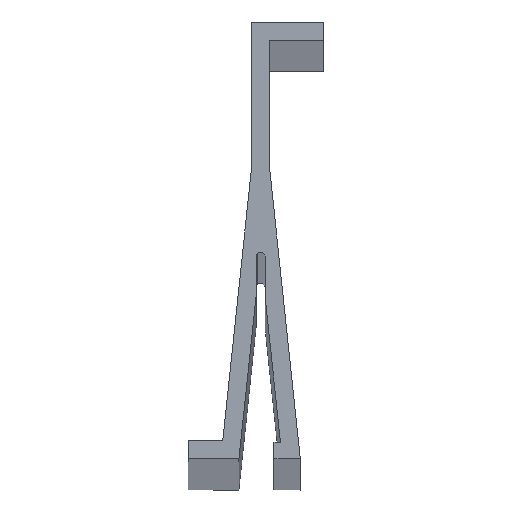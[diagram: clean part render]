
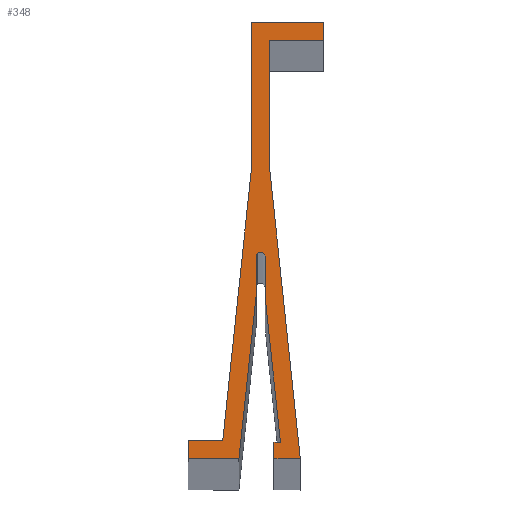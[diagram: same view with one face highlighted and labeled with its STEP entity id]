
A CAD part, top view. The second image highlights one B-rep face of the part: STEP entity #348.
In plain terms, the highlighted planar face has unit normal (0, 0, 1).
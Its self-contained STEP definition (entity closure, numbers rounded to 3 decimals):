
#1 = ORIENTED_EDGE ( 'NONE', *, *, #267, .T. ) ;
#11 = VECTOR ( 'NONE', #92, 1000. ) ;
#14 = VECTOR ( 'NONE', #161, 1000. ) ;
#17 = DIRECTION ( 'NONE',  ( -1., 0., 0. ) ) ;
#28 = VECTOR ( 'NONE', #163, 1000. ) ;
#31 = LINE ( 'NONE', #433, #36 ) ;
#33 = CARTESIAN_POINT ( 'NONE',  ( -1., 48.5, 2000. ) ) ;
#34 = DIRECTION ( 'NONE',  ( 1., 0., 0. ) ) ;
#36 = VECTOR ( 'NONE', #523, 1000. ) ;
#38 = LINE ( 'NONE', #234, #11 ) ;
#59 = CARTESIAN_POINT ( 'NONE',  ( 1.488, 1.8, 2000. ) ) ;
#78 = DIRECTION ( 'NONE',  ( 1., 0., 0. ) ) ;
#79 = VECTOR ( 'NONE', #34, 1000. ) ;
#85 = CARTESIAN_POINT ( 'NONE',  ( 7., 46.5, 2000. ) ) ;
#87 = CARTESIAN_POINT ( 'NONE',  ( 7., 46.5, 2000. ) ) ;
#89 = LINE ( 'NONE', #87, #567 ) ;
#92 = DIRECTION ( 'NONE',  ( 0., 1., 0. ) ) ;
#93 = DIRECTION ( 'NONE',  ( -1., 0., 0. ) ) ;
#101 = VERTEX_POINT ( 'NONE', #143 ) ;
#107 = ORIENTED_EDGE ( 'NONE', *, *, #382, .T. ) ;
#109 = CARTESIAN_POINT ( 'NONE',  ( -0.5, 22.5, 2000. ) ) ;
#114 = ORIENTED_EDGE ( 'NONE', *, *, #643, .T. ) ;
#125 = FACE_OUTER_BOUND ( 'NONE', #631, .T. ) ;
#126 = LINE ( 'NONE', #335, #14 ) ;
#131 = VECTOR ( 'NONE', #484, 1000. ) ;
#133 = CARTESIAN_POINT ( 'NONE',  ( -4.174, 2.268, 2000. ) ) ;
#135 = CARTESIAN_POINT ( 'NONE',  ( 4.08, 0., 2000. ) ) ;
#138 = CARTESIAN_POINT ( 'NONE',  ( 0., 22.5, 2000. ) ) ;
#143 = CARTESIAN_POINT ( 'NONE',  ( 1., 32.3, 2000. ) ) ;
#145 = VECTOR ( 'NONE', #93, 1000. ) ;
#147 = EDGE_CURVE ( 'NONE', #355, #416, #299, .T. ) ;
#157 = VERTEX_POINT ( 'NONE', #590 ) ;
#160 = VECTOR ( 'NONE', #182, 1000. ) ;
#161 = DIRECTION ( 'NONE',  ( 0.105, -0.994, 0. ) ) ;
#163 = DIRECTION ( 'NONE',  ( 0.105, 0.994, 0. ) ) ;
#164 = ORIENTED_EDGE ( 'NONE', *, *, #185, .T. ) ;
#170 = AXIS2_PLACEMENT_3D ( 'NONE', #486, #337, #17 ) ;
#171 = CARTESIAN_POINT ( 'NONE',  ( 0.5, 22.5, 2000. ) ) ;
#178 = CARTESIAN_POINT ( 'NONE',  ( -4.202, 2., 2000. ) ) ;
#180 = CIRCLE ( 'NONE', #552, 0.5 ) ;
#182 = DIRECTION ( 'NONE',  ( -0.105, -0.994, 0. ) ) ;
#184 = CARTESIAN_POINT ( 'NONE',  ( 0.5, 18., 2000. ) ) ;
#185 = EDGE_CURVE ( 'NONE', #416, #613, #384, .T. ) ;
#187 = DIRECTION ( 'NONE',  ( 0., 0., -1. ) ) ;
#188 = VECTOR ( 'NONE', #393, 1000. ) ;
#206 = ORIENTED_EDGE ( 'NONE', *, *, #320, .T. ) ;
#212 = ORIENTED_EDGE ( 'NONE', *, *, #467, .T. ) ;
#230 = DIRECTION ( 'NONE',  ( -1., 0., 0. ) ) ;
#232 = DIRECTION ( 'NONE',  ( -0.105, 0.994, 0. ) ) ;
#234 = CARTESIAN_POINT ( 'NONE',  ( 1., 46., 2000. ) ) ;
#245 = VERTEX_POINT ( 'NONE', #171 ) ;
#255 = DIRECTION ( 'NONE',  ( -1., 0., 0. ) ) ;
#261 = VECTOR ( 'NONE', #597, 1000. ) ;
#265 = CARTESIAN_POINT ( 'NONE',  ( -2.212, 0., 2000. ) ) ;
#267 = EDGE_CURVE ( 'NONE', #473, #471, #126, .T. ) ;
#270 = VERTEX_POINT ( 'NONE', #481 ) ;
#278 = ORIENTED_EDGE ( 'NONE', *, *, #460, .T. ) ;
#279 = VECTOR ( 'NONE', #645, 1000. ) ;
#280 = LINE ( 'NONE', #432, #279 ) ;
#286 = CARTESIAN_POINT ( 'NONE',  ( -7.712, 2., 2000. ) ) ;
#289 = LINE ( 'NONE', #604, #145 ) ;
#299 = LINE ( 'NONE', #503, #28 ) ;
#314 = VERTEX_POINT ( 'NONE', #85 ) ;
#320 = EDGE_CURVE ( 'NONE', #385, #326, #446, .T. ) ;
#322 = LINE ( 'NONE', #328, #188 ) ;
#326 = VERTEX_POINT ( 'NONE', #178 ) ;
#328 = CARTESIAN_POINT ( 'NONE',  ( 0.5, 18., 2000. ) ) ;
#333 = CARTESIAN_POINT ( 'NONE',  ( -0.5, 18., 2000. ) ) ;
#335 = CARTESIAN_POINT ( 'NONE',  ( 2.177, 2.132, 2000. ) ) ;
#337 = DIRECTION ( 'NONE',  ( 0., 0., -1. ) ) ;
#344 = LINE ( 'NONE', #286, #495 ) ;
#348 = ADVANCED_FACE ( 'NONE', ( #125 ), #381, .F. ) ;
#354 = VECTOR ( 'NONE', #413, 1000. ) ;
#355 = VERTEX_POINT ( 'NONE', #480 ) ;
#358 = VERTEX_POINT ( 'NONE', #33 ) ;
#367 = ORIENTED_EDGE ( 'NONE', *, *, #147, .T. ) ;
#376 = EDGE_CURVE ( 'NONE', #157, #101, #632, .T. ) ;
#381 = PLANE ( 'NONE',  #170 ) ;
#382 = EDGE_CURVE ( 'NONE', #270, #355, #445, .T. ) ;
#384 = LINE ( 'NONE', #427, #131 ) ;
#385 = VERTEX_POINT ( 'NONE', #488 ) ;
#387 = EDGE_CURVE ( 'NONE', #314, #428, #31, .T. ) ;
#393 = DIRECTION ( 'NONE',  ( 0., -1., 0. ) ) ;
#395 = LINE ( 'NONE', #599, #261 ) ;
#409 = EDGE_CURVE ( 'NONE', #245, #473, #322, .T. ) ;
#410 = ORIENTED_EDGE ( 'NONE', *, *, #387, .T. ) ;
#413 = DIRECTION ( 'NONE',  ( 0., -1., 0. ) ) ;
#416 = VERTEX_POINT ( 'NONE', #333 ) ;
#419 = ORIENTED_EDGE ( 'NONE', *, *, #494, .T. ) ;
#423 = VERTEX_POINT ( 'NONE', #533 ) ;
#427 = CARTESIAN_POINT ( 'NONE',  ( -0.5, 22.5, 2000. ) ) ;
#428 = VERTEX_POINT ( 'NONE', #450 ) ;
#431 = VERTEX_POINT ( 'NONE', #551 ) ;
#432 = CARTESIAN_POINT ( 'NONE',  ( 1.488, 1., 2000. ) ) ;
#433 = CARTESIAN_POINT ( 'NONE',  ( 7., 48.5, 2000. ) ) ;
#441 = CARTESIAN_POINT ( 'NONE',  ( 1.488, 1.8, 2000. ) ) ;
#443 = ORIENTED_EDGE ( 'NONE', *, *, #451, .T. ) ;
#445 = LINE ( 'NONE', #265, #475 ) ;
#446 = LINE ( 'NONE', #133, #160 ) ;
#450 = CARTESIAN_POINT ( 'NONE',  ( 7., 48.5, 2000. ) ) ;
#451 = EDGE_CURVE ( 'NONE', #613, #245, #180, .T. ) ;
#453 = EDGE_CURVE ( 'NONE', #428, #358, #289, .T. ) ;
#457 = ORIENTED_EDGE ( 'NONE', *, *, #376, .T. ) ;
#460 = EDGE_CURVE ( 'NONE', #423, #314, #89, .T. ) ;
#465 = ORIENTED_EDGE ( 'NONE', *, *, #409, .T. ) ;
#467 = EDGE_CURVE ( 'NONE', #431, #157, #496, .T. ) ;
#471 = VERTEX_POINT ( 'NONE', #648 ) ;
#473 = VERTEX_POINT ( 'NONE', #184 ) ;
#474 = EDGE_CURVE ( 'NONE', #358, #385, #395, .T. ) ;
#475 = VECTOR ( 'NONE', #78, 1000. ) ;
#480 = CARTESIAN_POINT ( 'NONE',  ( -2.402, 0., 2000. ) ) ;
#481 = CARTESIAN_POINT ( 'NONE',  ( -8.012, 0., 2000. ) ) ;
#484 = DIRECTION ( 'NONE',  ( 0., 1., 0. ) ) ;
#486 = CARTESIAN_POINT ( 'NONE',  ( -2.212, 0.9, 2000. ) ) ;
#488 = CARTESIAN_POINT ( 'NONE',  ( -1., 32.3, 2000. ) ) ;
#492 = DIRECTION ( 'NONE',  ( 1., 0., 0. ) ) ;
#494 = EDGE_CURVE ( 'NONE', #101, #423, #38, .T. ) ;
#495 = VECTOR ( 'NONE', #230, 1000. ) ;
#496 = LINE ( 'NONE', #135, #79 ) ;
#500 = DIRECTION ( 'NONE',  ( 1., 0., 0. ) ) ;
#503 = CARTESIAN_POINT ( 'NONE',  ( -0.5, 18., 2000. ) ) ;
#516 = LINE ( 'NONE', #59, #601 ) ;
#519 = VERTEX_POINT ( 'NONE', #598 ) ;
#521 = ORIENTED_EDGE ( 'NONE', *, *, #453, .T. ) ;
#523 = DIRECTION ( 'NONE',  ( 0., 1., 0. ) ) ;
#526 = ORIENTED_EDGE ( 'NONE', *, *, #530, .T. ) ;
#530 = EDGE_CURVE ( 'NONE', #618, #431, #280, .T. ) ;
#532 = ORIENTED_EDGE ( 'NONE', *, *, #474, .T. ) ;
#533 = CARTESIAN_POINT ( 'NONE',  ( 1., 46.5, 2000. ) ) ;
#537 = CARTESIAN_POINT ( 'NONE',  ( 1., 32.3, 2000. ) ) ;
#551 = CARTESIAN_POINT ( 'NONE',  ( 1.488, 0., 2000. ) ) ;
#552 = AXIS2_PLACEMENT_3D ( 'NONE', #138, #187, #500 ) ;
#566 = LINE ( 'NONE', #666, #354 ) ;
#567 = VECTOR ( 'NONE', #492, 1000. ) ;
#589 = EDGE_CURVE ( 'NONE', #519, #270, #566, .T. ) ;
#590 = CARTESIAN_POINT ( 'NONE',  ( 4.413, 0., 2000. ) ) ;
#597 = DIRECTION ( 'NONE',  ( 0., -1., 0. ) ) ;
#598 = CARTESIAN_POINT ( 'NONE',  ( -8.012, 2., 2000. ) ) ;
#599 = CARTESIAN_POINT ( 'NONE',  ( -1., 32.3, 2000. ) ) ;
#601 = VECTOR ( 'NONE', #255, 1000. ) ;
#604 = CARTESIAN_POINT ( 'NONE',  ( 0., 48.5, 2000. ) ) ;
#609 = ORIENTED_EDGE ( 'NONE', *, *, #589, .T. ) ;
#613 = VERTEX_POINT ( 'NONE', #109 ) ;
#616 = EDGE_CURVE ( 'NONE', #471, #618, #516, .T. ) ;
#618 = VERTEX_POINT ( 'NONE', #441 ) ;
#621 = ORIENTED_EDGE ( 'NONE', *, *, #616, .T. ) ;
#631 = EDGE_LOOP ( 'NONE', ( #107, #367, #164, #443, #465, #1, #621, #526, #212, #457, #419, #278, #410, #521, #532, #206, #114, #609 ) ) ;
#632 = LINE ( 'NONE', #537, #664 ) ;
#643 = EDGE_CURVE ( 'NONE', #326, #519, #344, .T. ) ;
#645 = DIRECTION ( 'NONE',  ( 0., -1., 0. ) ) ;
#648 = CARTESIAN_POINT ( 'NONE',  ( 2.212, 1.8, 2000. ) ) ;
#664 = VECTOR ( 'NONE', #232, 1000. ) ;
#666 = CARTESIAN_POINT ( 'NONE',  ( -8.012, 0.3, 2000. ) ) ;
